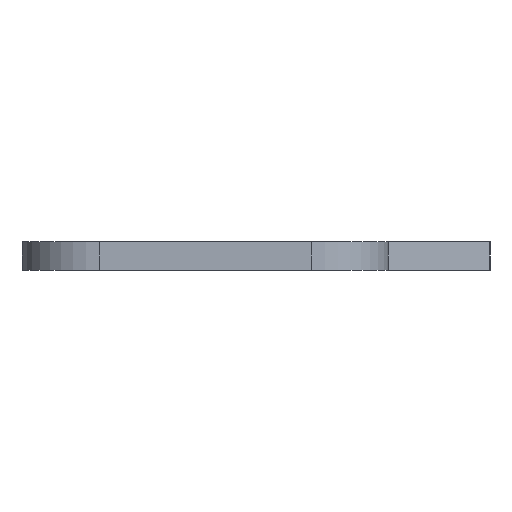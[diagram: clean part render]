
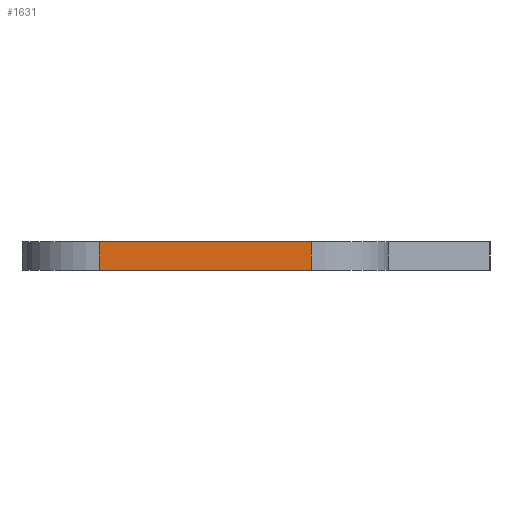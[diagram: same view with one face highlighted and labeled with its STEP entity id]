
A CAD part, left-side view. The second image highlights one B-rep face of the part: STEP entity #1631.
In plain terms, the highlighted planar face has unit normal (-1, 0, 0).
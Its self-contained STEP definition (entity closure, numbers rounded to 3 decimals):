
#83=PLANE('',#1739);
#157=FACE_OUTER_BOUND('',#269,.T.);
#269=EDGE_LOOP('',(#1425,#1426,#1427,#1428));
#324=LINE('',#2223,#536);
#381=LINE('',#2347,#593);
#387=LINE('',#2363,#599);
#452=LINE('',#2502,#664);
#536=VECTOR('',#1810,10.);
#593=VECTOR('',#1879,10.);
#599=VECTOR('',#1897,10.);
#664=VECTOR('',#1974,10.);
#766=VERTEX_POINT('',#2220);
#767=VERTEX_POINT('',#2222);
#828=VERTEX_POINT('',#2346);
#832=VERTEX_POINT('',#2362);
#920=EDGE_CURVE('',#767,#766,#324,.T.);
#982=EDGE_CURVE('',#767,#828,#381,.T.);
#990=EDGE_CURVE('',#828,#832,#387,.T.);
#1060=EDGE_CURVE('',#832,#766,#452,.T.);
#1425=ORIENTED_EDGE('',*,*,#982,.F.);
#1426=ORIENTED_EDGE('',*,*,#920,.T.);
#1427=ORIENTED_EDGE('',*,*,#1060,.F.);
#1428=ORIENTED_EDGE('',*,*,#990,.F.);
#1631=ADVANCED_FACE('',(#157),#83,.T.);
#1739=AXIS2_PLACEMENT_3D('',#2575,#2076,#2077);
#1810=DIRECTION('',(0.,-1.,0.));
#1879=DIRECTION('',(0.,0.,1.));
#1897=DIRECTION('',(0.,-1.,0.));
#1974=DIRECTION('',(0.,0.,-1.));
#2076=DIRECTION('center_axis',(-1.,0.,0.));
#2077=DIRECTION('ref_axis',(0.,-1.,0.));
#2220=CARTESIAN_POINT('',(0.095,4.258,2.5));
#2222=CARTESIAN_POINT('',(0.095,15.283,2.5));
#2223=CARTESIAN_POINT('',(0.095,71.695,2.5));
#2346=CARTESIAN_POINT('',(0.095,15.283,4.));
#2347=CARTESIAN_POINT('',(0.095,15.283,2.));
#2362=CARTESIAN_POINT('',(0.095,4.258,4.));
#2363=CARTESIAN_POINT('',(0.095,0.258,4.));
#2502=CARTESIAN_POINT('',(0.095,4.258,0.));
#2575=CARTESIAN_POINT('Origin',(0.095,95.508,0.));
